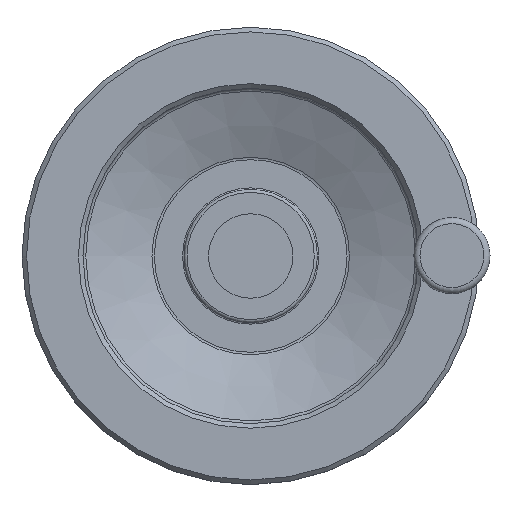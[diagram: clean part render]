
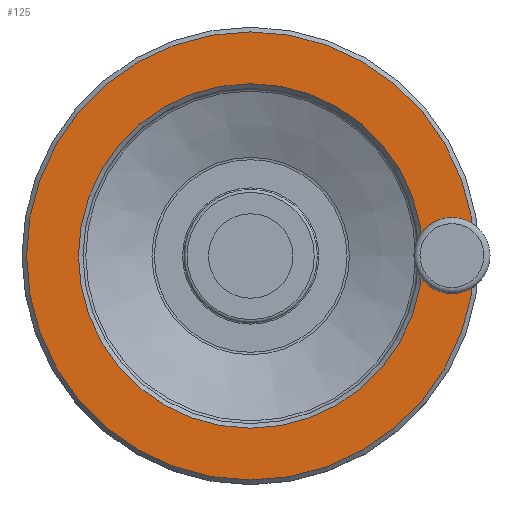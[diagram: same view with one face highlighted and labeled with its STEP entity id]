
A CAD part, top view. The second image highlights one B-rep face of the part: STEP entity #125.
In plain terms, the highlighted planar face has unit normal (0, 0, 1).
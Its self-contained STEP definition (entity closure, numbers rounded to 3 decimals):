
#125 = ADVANCED_FACE( '', ( #327, #328, #329 ), #330, .T. );
#327 = FACE_BOUND( '', #784, .T. );
#328 = FACE_OUTER_BOUND( '', #785, .T. );
#329 = FACE_BOUND( '', #786, .T. );
#330 = PLANE( '', #787 );
#784 = EDGE_LOOP( '', ( #1938 ) );
#785 = EDGE_LOOP( '', ( #1939 ) );
#786 = EDGE_LOOP( '', ( #1940 ) );
#787 = AXIS2_PLACEMENT_3D( '', #1941, #1942, #1943 );
#1938 = ORIENTED_EDGE( '', *, *, #2485, .F. );
#1939 = ORIENTED_EDGE( '', *, *, #2486, .T. );
#1940 = ORIENTED_EDGE( '', *, *, #2487, .T. );
#1941 = CARTESIAN_POINT( '', ( 55., 0., 35. ) );
#1942 = DIRECTION( '', ( 0., 0., 1. ) );
#1943 = DIRECTION( '', ( 1., 0., 0. ) );
#2485 = EDGE_CURVE( '', #2719, #2719, #2720, .T. );
#2486 = EDGE_CURVE( '', #2721, #2721, #2722, .T. );
#2487 = EDGE_CURVE( '', #2723, #2723, #2724, .F. );
#2719 = VERTEX_POINT( '', #3132 );
#2720 = CIRCLE( '', #3133, 6.956 );
#2721 = VERTEX_POINT( '', #3134 );
#2722 = CIRCLE( '', #3135, 73.5 );
#2723 = VERTEX_POINT( '', #3136 );
#2724 = CIRCLE( '', #3137, 56.5 );
#3132 = CARTESIAN_POINT( '', ( 72.956, 0., 35. ) );
#3133 = AXIS2_PLACEMENT_3D( '', #3876, #3877, #3878 );
#3134 = CARTESIAN_POINT( '', ( 73.5, 0., 35. ) );
#3135 = AXIS2_PLACEMENT_3D( '', #3879, #3880, #3881 );
#3136 = CARTESIAN_POINT( '', ( 56.5, 0., 35. ) );
#3137 = AXIS2_PLACEMENT_3D( '', #3882, #3883, #3884 );
#3876 = CARTESIAN_POINT( '', ( 66., 0., 35. ) );
#3877 = DIRECTION( '', ( 0., 0., 1. ) );
#3878 = DIRECTION( '', ( 1., 0., 0. ) );
#3879 = CARTESIAN_POINT( '', ( 0., 0., 35. ) );
#3880 = DIRECTION( '', ( 0., 0., 1. ) );
#3881 = DIRECTION( '', ( 1., 0., 0. ) );
#3882 = CARTESIAN_POINT( '', ( 0., 0., 35. ) );
#3883 = DIRECTION( '', ( 0., 0., 1. ) );
#3884 = DIRECTION( '', ( 1., 0., 0. ) );
